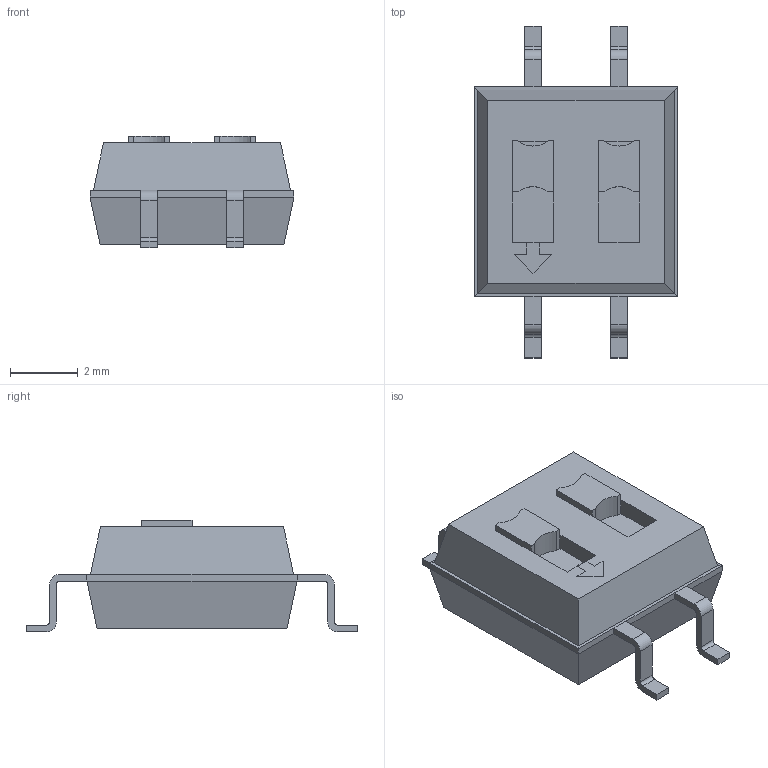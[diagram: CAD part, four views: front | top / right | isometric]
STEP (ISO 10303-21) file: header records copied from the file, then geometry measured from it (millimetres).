
FILE_DESCRIPTION(/* description */ ('model of SW_DIP_SPSTx02_Slide_6.2x6.02mm_W8.61mm_P2.54mm_LowProfile'),/* implementation_level */ '2;1');
FILE_NAME(/* name */ 'SW_DIP_SPSTx02_Slide_6.2x6.02mm_W8.61mm_P2.54mm_LowProfile.step',/* time_stamp */ '2020-04-15T19:06:07',/* author */ ('Terje Io','https://github.com/terjeio'),/* organization */ ('FreeCAD'),/* preprocessor_version */ 'OCC',/* originating_system */ 'kicad StepUp',/* authorisation */ '');
FILE_SCHEMA(('AUTOMOTIVE_DESIGN { 1 0 10303 214 1 1 1 1 }'));
Length unit declared in the file: millimetre
Products named in the file (1): SW_DIP_SPSTx02_Slide_62x602mm_W861mm_P254mm_LowProfile
Bounding box: 6.02 x 9.8 x 3.3 mm (x, y, z)
Volume: 98.8 mm3; surface area: 158.4 mm2
Topology: 1 solids, 1 shells, 110 faces, 283 edges, 177 vertices
Faces by surface type: plane 78, cylinder 20, bspline 12
Entity records: 4035 total; most frequent: CARTESIAN_POINT 623, ORIENTED_EDGE 566, DIRECTION 505, EDGE_CURVE 283, LINE 227, VECTOR 227, VERTEX_POINT 177, AXIS2_PLACEMENT_3D 139
